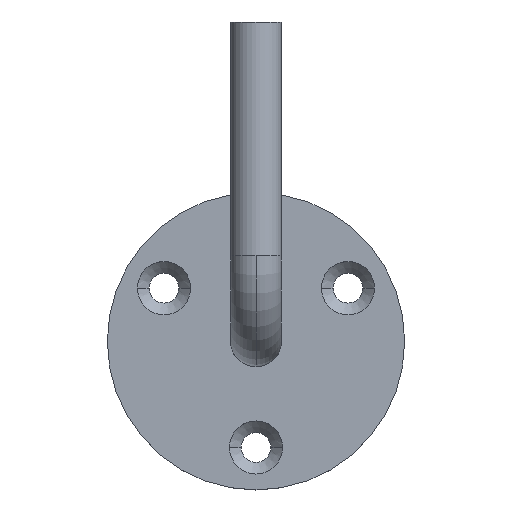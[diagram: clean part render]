
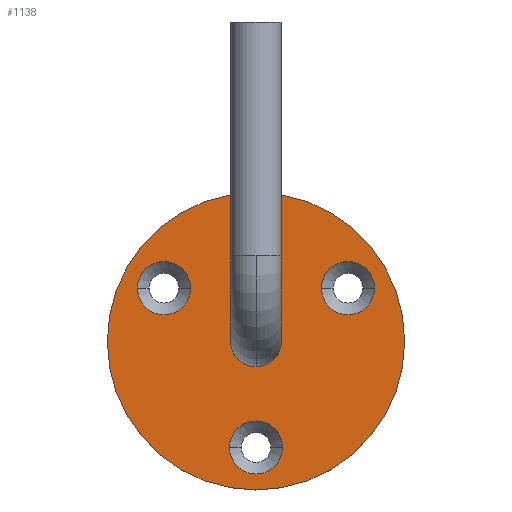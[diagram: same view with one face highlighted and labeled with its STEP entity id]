
A CAD part, top view. The second image highlights one B-rep face of the part: STEP entity #1138.
In plain terms, the highlighted planar face has unit normal (0, 0, 1).
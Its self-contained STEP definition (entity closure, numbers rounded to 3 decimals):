
#524 = CARTESIAN_POINT ( 'NONE',  ( 0., 0., 4. ) ) ;
#561 = VERTEX_POINT ( 'NONE', #12048 ) ;
#629 = CIRCLE ( 'NONE', #6544, 6.25 ) ;
#846 = FACE_BOUND ( 'NONE', #7387, .T. ) ;
#900 = DIRECTION ( 'NONE',  ( 1., 0., 0. ) ) ;
#1138 = ADVANCED_FACE ( 'NONE', ( #16134, #11203, #846, #3168, #15132 ), #9279, .T. ) ;
#1356 = AXIS2_PLACEMENT_3D ( 'NONE', #3222, #2204, #10961 ) ;
#1434 = CARTESIAN_POINT ( 'NONE',  ( 35., 0., 4. ) ) ;
#1450 = CARTESIAN_POINT ( 'NONE',  ( 27.901, 12.5, 4. ) ) ;
#1618 = DIRECTION ( 'NONE',  ( 0., 0., 1. ) ) ;
#1999 = CARTESIAN_POINT ( 'NONE',  ( 0., 0., 4. ) ) ;
#2204 = DIRECTION ( 'NONE',  ( 0., 0., 1. ) ) ;
#2477 = EDGE_CURVE ( 'NONE', #11717, #9932, #629, .T. ) ;
#2644 = DIRECTION ( 'NONE',  ( 1., 0., 0. ) ) ;
#2661 = DIRECTION ( 'NONE',  ( 0., 0., 1. ) ) ;
#2683 = EDGE_CURVE ( 'NONE', #15348, #12360, #7293, .T. ) ;
#2877 = VERTEX_POINT ( 'NONE', #1450 ) ;
#3012 = CIRCLE ( 'NONE', #12214, 6.25 ) ;
#3016 = DIRECTION ( 'NONE',  ( 0., 0., 1. ) ) ;
#3168 = FACE_BOUND ( 'NONE', #8113, .T. ) ;
#3222 = CARTESIAN_POINT ( 'NONE',  ( -21.651, 12.5, 4. ) ) ;
#3450 = CARTESIAN_POINT ( 'NONE',  ( -6., 0., 4. ) ) ;
#3660 = CARTESIAN_POINT ( 'NONE',  ( 0., 0., 4. ) ) ;
#4020 = CARTESIAN_POINT ( 'NONE',  ( 21.651, 12.5, 4. ) ) ;
#4223 = ORIENTED_EDGE ( 'NONE', *, *, #2477, .F. ) ;
#4377 = AXIS2_PLACEMENT_3D ( 'NONE', #3660, #9980, #9817 ) ;
#4402 = DIRECTION ( 'NONE',  ( 1., 0., 0. ) ) ;
#4428 = EDGE_CURVE ( 'NONE', #9574, #2877, #8575, .T. ) ;
#4501 = CIRCLE ( 'NONE', #14454, 6. ) ;
#4601 = DIRECTION ( 'NONE',  ( 0., 0., 1. ) ) ;
#4781 = ORIENTED_EDGE ( 'NONE', *, *, #15621, .F. ) ;
#4869 = CARTESIAN_POINT ( 'NONE',  ( -27.901, 12.5, 4. ) ) ;
#5273 = CARTESIAN_POINT ( 'NONE',  ( -15.401, 12.5, 4. ) ) ;
#5538 = EDGE_CURVE ( 'NONE', #13594, #561, #11640, .T. ) ;
#5681 = DIRECTION ( 'NONE',  ( 0., 0., 1. ) ) ;
#5685 = ORIENTED_EDGE ( 'NONE', *, *, #2683, .F. ) ;
#5917 = CARTESIAN_POINT ( 'NONE',  ( 15.401, 12.5, 4. ) ) ;
#5938 = CARTESIAN_POINT ( 'NONE',  ( 0., -25., 4. ) ) ;
#6500 = DIRECTION ( 'NONE',  ( 1., 0., 0. ) ) ;
#6544 = AXIS2_PLACEMENT_3D ( 'NONE', #16144, #7361, #16037 ) ;
#6572 = DIRECTION ( 'NONE',  ( 1., 0., 0. ) ) ;
#6592 = ORIENTED_EDGE ( 'NONE', *, *, #11541, .F. ) ;
#6900 = CIRCLE ( 'NONE', #13933, 6.25 ) ;
#6942 = EDGE_CURVE ( 'NONE', #12360, #15348, #3012, .T. ) ;
#7030 = DIRECTION ( 'NONE',  ( 0., 0., 1. ) ) ;
#7097 = EDGE_CURVE ( 'NONE', #12612, #10807, #9882, .T. ) ;
#7164 = AXIS2_PLACEMENT_3D ( 'NONE', #5938, #4601, #900 ) ;
#7293 = CIRCLE ( 'NONE', #7164, 6.25 ) ;
#7325 = AXIS2_PLACEMENT_3D ( 'NONE', #1999, #5681, #8202 ) ;
#7361 = DIRECTION ( 'NONE',  ( 0., 0., 1. ) ) ;
#7387 = EDGE_LOOP ( 'NONE', ( #10335, #5685 ) ) ;
#7391 = AXIS2_PLACEMENT_3D ( 'NONE', #12805, #2661, #6572 ) ;
#7411 = EDGE_LOOP ( 'NONE', ( #4223, #6592 ) ) ;
#7817 = CARTESIAN_POINT ( 'NONE',  ( 6.25, -25., 4. ) ) ;
#8113 = EDGE_LOOP ( 'NONE', ( #13864, #4781 ) ) ;
#8202 = DIRECTION ( 'NONE',  ( 1., 0., 0. ) ) ;
#8355 = DIRECTION ( 'NONE',  ( 1., 0., 0. ) ) ;
#8575 = CIRCLE ( 'NONE', #11991, 6.25 ) ;
#8711 = DIRECTION ( 'NONE',  ( 0., 0., 1. ) ) ;
#9062 = CARTESIAN_POINT ( 'NONE',  ( 0., -25., 4. ) ) ;
#9279 = PLANE ( 'NONE',  #9993 ) ;
#9355 = CARTESIAN_POINT ( 'NONE',  ( 6., 0., 4. ) ) ;
#9379 = ORIENTED_EDGE ( 'NONE', *, *, #10437, .T. ) ;
#9574 = VERTEX_POINT ( 'NONE', #5917 ) ;
#9817 = DIRECTION ( 'NONE',  ( 1., 0., 0. ) ) ;
#9882 = CIRCLE ( 'NONE', #4377, 6. ) ;
#9932 = VERTEX_POINT ( 'NONE', #4869 ) ;
#9961 = CARTESIAN_POINT ( 'NONE',  ( -6.25, -25., 4. ) ) ;
#9980 = DIRECTION ( 'NONE',  ( 0., 0., 1. ) ) ;
#9993 = AXIS2_PLACEMENT_3D ( 'NONE', #524, #3016, #4402 ) ;
#10217 = DIRECTION ( 'NONE',  ( 0., 0., 1. ) ) ;
#10335 = ORIENTED_EDGE ( 'NONE', *, *, #6942, .F. ) ;
#10437 = EDGE_CURVE ( 'NONE', #561, #13594, #12494, .T. ) ;
#10789 = EDGE_LOOP ( 'NONE', ( #15486, #15203 ) ) ;
#10807 = VERTEX_POINT ( 'NONE', #9355 ) ;
#10961 = DIRECTION ( 'NONE',  ( 1., 0., 0. ) ) ;
#11203 = FACE_BOUND ( 'NONE', #10789, .T. ) ;
#11400 = CARTESIAN_POINT ( 'NONE',  ( 21.651, 12.5, 4. ) ) ;
#11541 = EDGE_CURVE ( 'NONE', #9932, #11717, #14946, .T. ) ;
#11640 = CIRCLE ( 'NONE', #7391, 35. ) ;
#11717 = VERTEX_POINT ( 'NONE', #5273 ) ;
#11975 = CARTESIAN_POINT ( 'NONE',  ( 0., 0., 4. ) ) ;
#11991 = AXIS2_PLACEMENT_3D ( 'NONE', #11400, #8711, #13745 ) ;
#12048 = CARTESIAN_POINT ( 'NONE',  ( -35., 0., 4. ) ) ;
#12214 = AXIS2_PLACEMENT_3D ( 'NONE', #9062, #10217, #6500 ) ;
#12360 = VERTEX_POINT ( 'NONE', #7817 ) ;
#12494 = CIRCLE ( 'NONE', #7325, 35. ) ;
#12612 = VERTEX_POINT ( 'NONE', #3450 ) ;
#12805 = CARTESIAN_POINT ( 'NONE',  ( 0., 0., 4. ) ) ;
#13460 = EDGE_CURVE ( 'NONE', #2877, #9574, #6900, .T. ) ;
#13594 = VERTEX_POINT ( 'NONE', #1434 ) ;
#13745 = DIRECTION ( 'NONE',  ( 1., 0., 0. ) ) ;
#13864 = ORIENTED_EDGE ( 'NONE', *, *, #7097, .F. ) ;
#13918 = EDGE_LOOP ( 'NONE', ( #9379, #14991 ) ) ;
#13933 = AXIS2_PLACEMENT_3D ( 'NONE', #4020, #1618, #2644 ) ;
#14454 = AXIS2_PLACEMENT_3D ( 'NONE', #11975, #7030, #8355 ) ;
#14946 = CIRCLE ( 'NONE', #1356, 6.25 ) ;
#14991 = ORIENTED_EDGE ( 'NONE', *, *, #5538, .T. ) ;
#15132 = FACE_OUTER_BOUND ( 'NONE', #13918, .T. ) ;
#15203 = ORIENTED_EDGE ( 'NONE', *, *, #4428, .F. ) ;
#15348 = VERTEX_POINT ( 'NONE', #9961 ) ;
#15486 = ORIENTED_EDGE ( 'NONE', *, *, #13460, .F. ) ;
#15621 = EDGE_CURVE ( 'NONE', #10807, #12612, #4501, .T. ) ;
#16037 = DIRECTION ( 'NONE',  ( 1., 0., 0. ) ) ;
#16134 = FACE_BOUND ( 'NONE', #7411, .T. ) ;
#16144 = CARTESIAN_POINT ( 'NONE',  ( -21.651, 12.5, 4. ) ) ;
